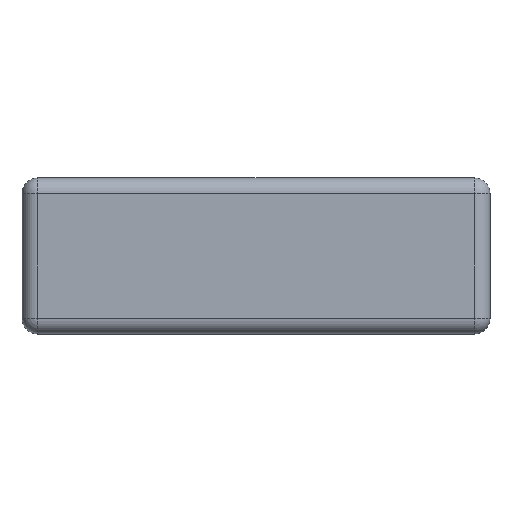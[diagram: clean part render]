
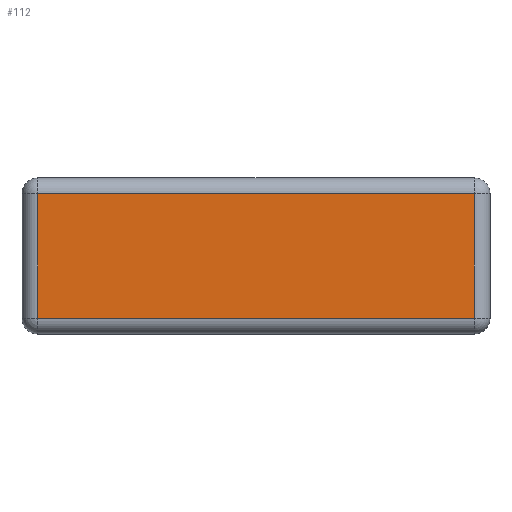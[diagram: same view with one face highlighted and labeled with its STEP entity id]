
A CAD part, top view. The second image highlights one B-rep face of the part: STEP entity #112.
In plain terms, the highlighted planar face has unit normal (0, 0, 1).
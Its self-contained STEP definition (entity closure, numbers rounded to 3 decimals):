
#112 = ADVANCED_FACE( '', ( #299 ), #300, .T. );
#299 = FACE_OUTER_BOUND( '', #572, .T. );
#300 = PLANE( '', #573 );
#572 = EDGE_LOOP( '', ( #848, #849, #850, #851 ) );
#573 = AXIS2_PLACEMENT_3D( '', #852, #853, #854 );
#848 = ORIENTED_EDGE( '', *, *, #1562, .T. );
#849 = ORIENTED_EDGE( '', *, *, #1563, .T. );
#850 = ORIENTED_EDGE( '', *, *, #1564, .T. );
#851 = ORIENTED_EDGE( '', *, *, #1565, .T. );
#852 = CARTESIAN_POINT( '', ( 0., 0., 16. ) );
#853 = DIRECTION( '', ( 0., 0., 1. ) );
#854 = DIRECTION( '', ( 1., 0., 0. ) );
#1562 = EDGE_CURVE( '', #1845, #1846, #1847, .T. );
#1563 = EDGE_CURVE( '', #1846, #1848, #1849, .T. );
#1564 = EDGE_CURVE( '', #1848, #1850, #1851, .T. );
#1565 = EDGE_CURVE( '', #1850, #1845, #1852, .T. );
#1845 = VERTEX_POINT( '', #2252 );
#1846 = VERTEX_POINT( '', #2253 );
#1847 = LINE( '', #2254, #2255 );
#1848 = VERTEX_POINT( '', #2256 );
#1849 = LINE( '', #2257, #2258 );
#1850 = VERTEX_POINT( '', #2259 );
#1851 = LINE( '', #2260, #2261 );
#1852 = LINE( '', #2262, #2263 );
#2252 = CARTESIAN_POINT( '', ( 21., -6., 16. ) );
#2253 = CARTESIAN_POINT( '', ( 21., 6., 16. ) );
#2254 = CARTESIAN_POINT( '', ( 21., 7.5, 16. ) );
#2255 = VECTOR( '', #2795, 1000. );
#2256 = CARTESIAN_POINT( '', ( -21., 6., 16. ) );
#2257 = CARTESIAN_POINT( '', ( -22.5, 6., 16. ) );
#2258 = VECTOR( '', #2796, 1000. );
#2259 = CARTESIAN_POINT( '', ( -21., -6., 16. ) );
#2260 = CARTESIAN_POINT( '', ( -21., -7.5, 16. ) );
#2261 = VECTOR( '', #2797, 1000. );
#2262 = CARTESIAN_POINT( '', ( 22.5, -6., 16. ) );
#2263 = VECTOR( '', #2798, 1000. );
#2795 = DIRECTION( '', ( 0., 1., 0. ) );
#2796 = DIRECTION( '', ( -1., 0., 0. ) );
#2797 = DIRECTION( '', ( 0., -1., 0. ) );
#2798 = DIRECTION( '', ( 1., 0., 0. ) );
